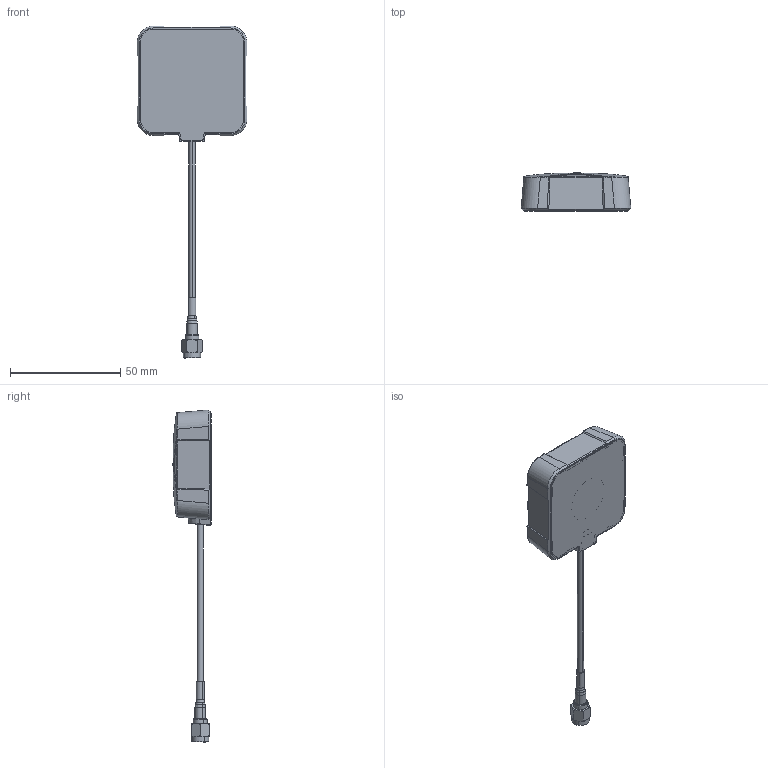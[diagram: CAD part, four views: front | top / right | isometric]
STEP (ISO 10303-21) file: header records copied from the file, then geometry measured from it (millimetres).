
FILE_DESCRIPTION (( 'STEP AP203' ), '1' );
FILE_NAME ('AA.170&171 Megma Part ex faces.STEP', '2018-08-08T11:58:46', ( '' ), ( '' ), 'SwSTEP 2.0', 'SolidWorks 2017', '' );
FILE_SCHEMA (( 'CONFIG_CONTROL_DESIGN' ));
Length unit declared in the file: millimetre
Products named in the file (1): AA.170&171 Megma Part ex faces
Bounding box: 49.84 x 17.3 x 150.88 mm (x, y, z)
Surface area: 10966.5 mm2 (no closed solid volume)
Topology: 0 solids, 6 shells, 161 faces, 477 edges, 325 vertices
Faces by surface type: plane 59, bspline 43, cylinder 33, torus 15, cone 11
Entity records: 7492 total; most frequent: CARTESIAN_POINT 3504, ORIENTED_EDGE 848, DIRECTION 718, EDGE_CURVE 477, VERTEX_POINT 325, AXIS2_PLACEMENT_3D 248, LINE 222, VECTOR 222
